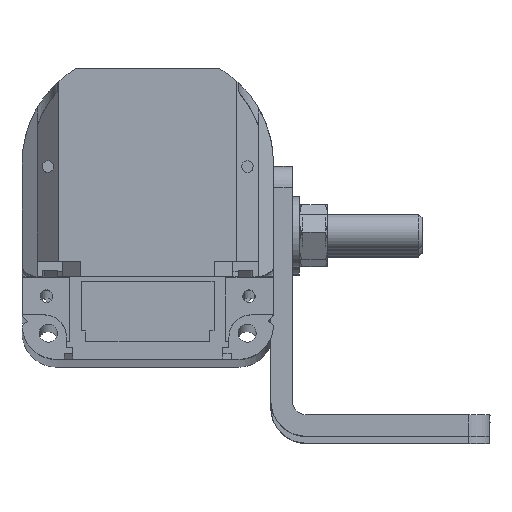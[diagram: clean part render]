
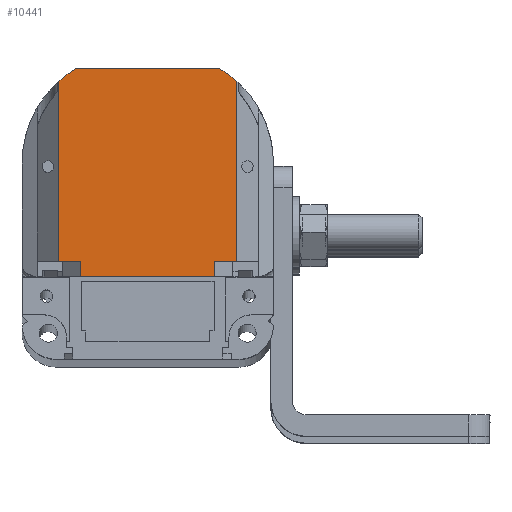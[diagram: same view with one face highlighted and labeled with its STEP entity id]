
A CAD part, top view. The second image highlights one B-rep face of the part: STEP entity #10441.
In plain terms, the highlighted planar face has unit normal (0, 0, 1).
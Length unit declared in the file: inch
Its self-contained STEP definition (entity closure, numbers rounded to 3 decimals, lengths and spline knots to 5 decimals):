
#70 = ORIENTED_EDGE ( 'NONE', *, *, #5858, .F. ) ;
#125 = PLANE ( 'NONE',  #6516 ) ;
#331 = CARTESIAN_POINT ( 'NONE',  ( 2.81465, 3.04597, 10.27352 ) ) ;
#839 = DIRECTION ( 'NONE',  ( 0., 0., -1. ) ) ;
#980 = CARTESIAN_POINT ( 'NONE',  ( 2.83732, 4.10897, 10.27352 ) ) ;
#1218 = VECTOR ( 'NONE', #20263, 39.37008 ) ;
#1260 = VERTEX_POINT ( 'NONE', #980 ) ;
#1617 = EDGE_CURVE ( 'NONE', #5624, #3751, #13173, .T. ) ;
#2356 = EDGE_CURVE ( 'NONE', #3751, #7910, #23244, .T. ) ;
#2423 = EDGE_CURVE ( 'NONE', #1260, #18836, #20054, .T. ) ;
#2580 = DIRECTION ( 'NONE',  ( 0., -1., 0. ) ) ;
#2823 = LINE ( 'NONE', #14000, #21430 ) ;
#2864 = CARTESIAN_POINT ( 'NONE',  ( 2.53798, 3.58897, 10.27352 ) ) ;
#3122 = DIRECTION ( 'NONE',  ( -1., 0., 0. ) ) ;
#3355 = ORIENTED_EDGE ( 'NONE', *, *, #1617, .F. ) ;
#3751 = VERTEX_POINT ( 'NONE', #11903 ) ;
#4059 = CARTESIAN_POINT ( 'NONE',  ( 2.93491, 3.04597, 10.27352 ) ) ;
#4162 = CARTESIAN_POINT ( 'NONE',  ( 2.35232, 3.58897, 10.27352 ) ) ;
#4476 = VECTOR ( 'NONE', #17856, 39.37008 ) ;
#4936 = AXIS2_PLACEMENT_3D ( 'NONE', #4162, #6193, #8131 ) ;
#5038 = VECTOR ( 'NONE', #2580, 39.37008 ) ;
#5624 = VERTEX_POINT ( 'NONE', #7375 ) ;
#5858 = EDGE_CURVE ( 'NONE', #6281, #18836, #18175, .T. ) ;
#6193 = DIRECTION ( 'NONE',  ( 0., 0., -1. ) ) ;
#6281 = VERTEX_POINT ( 'NONE', #23168 ) ;
#6516 = AXIS2_PLACEMENT_3D ( 'NONE', #22346, #24318, #14204 ) ;
#6576 = DIRECTION ( 'NONE',  ( -1., 0., 0. ) ) ;
#7103 = VECTOR ( 'NONE', #9751, 39.37008 ) ;
#7375 = CARTESIAN_POINT ( 'NONE',  ( 2.07565, 2.96197, 10.27352 ) ) ;
#7519 = CARTESIAN_POINT ( 'NONE',  ( 2.93491, 3.58897, 10.27352 ) ) ;
#7910 = VERTEX_POINT ( 'NONE', #19486 ) ;
#8131 = DIRECTION ( 'NONE',  ( -1., 0., 0. ) ) ;
#8177 = ORIENTED_EDGE ( 'NONE', *, *, #11137, .F. ) ;
#8277 = LINE ( 'NONE', #7519, #4476 ) ;
#8544 = CARTESIAN_POINT ( 'NONE',  ( 2.93491, 4.03891, 10.27352 ) ) ;
#9363 = EDGE_CURVE ( 'NONE', #1260, #19913, #13294, .T. ) ;
#9748 = CARTESIAN_POINT ( 'NONE',  ( 1.95539, 3.58897, 10.27352 ) ) ;
#9751 = DIRECTION ( 'NONE',  ( -1., 0., 0. ) ) ;
#10441 = ADVANCED_FACE ( 'NONE', ( #20421 ), #125, .F. ) ;
#10744 = EDGE_LOOP ( 'NONE', ( #3355, #24074, #24789, #20872, #8177, #26068, #24965, #70, #16564, #24066 ) ) ;
#10843 = VERTEX_POINT ( 'NONE', #331 ) ;
#11137 = EDGE_CURVE ( 'NONE', #19913, #12937, #8277, .T. ) ;
#11517 = DIRECTION ( 'NONE',  ( -1., 0., 0. ) ) ;
#11903 = CARTESIAN_POINT ( 'NONE',  ( 2.07565, 3.04597, 10.27352 ) ) ;
#12058 = DIRECTION ( 'NONE',  ( -1., 0., 0. ) ) ;
#12087 = EDGE_CURVE ( 'NONE', #12937, #10843, #2823, .T. ) ;
#12937 = VERTEX_POINT ( 'NONE', #4059 ) ;
#13173 = LINE ( 'NONE', #20345, #1218 ) ;
#13294 = CIRCLE ( 'NONE', #18157, 0.6 ) ;
#14000 = CARTESIAN_POINT ( 'NONE',  ( 2.35232, 3.04597, 10.27352 ) ) ;
#14204 = DIRECTION ( 'NONE',  ( -1., 0., 0. ) ) ;
#14899 = CARTESIAN_POINT ( 'NONE',  ( 2.81465, 3.58897, 10.27352 ) ) ;
#15570 = DIRECTION ( 'NONE',  ( 0., 1., 0. ) ) ;
#16564 = ORIENTED_EDGE ( 'NONE', *, *, #17992, .F. ) ;
#16684 = LINE ( 'NONE', #20538, #18560 ) ;
#17808 = CARTESIAN_POINT ( 'NONE',  ( 2.35232, 3.04597, 10.27352 ) ) ;
#17856 = DIRECTION ( 'NONE',  ( 0., -1., 0. ) ) ;
#17992 = EDGE_CURVE ( 'NONE', #7910, #6281, #25268, .T. ) ;
#18157 = AXIS2_PLACEMENT_3D ( 'NONE', #2864, #839, #3122 ) ;
#18175 = CIRCLE ( 'NONE', #4936, 0.6 ) ;
#18560 = VECTOR ( 'NONE', #6576, 39.37008 ) ;
#18785 = VECTOR ( 'NONE', #11517, 39.37008 ) ;
#18836 = VERTEX_POINT ( 'NONE', #23632 ) ;
#18846 = CARTESIAN_POINT ( 'NONE',  ( 2.81465, 2.96197, 10.27352 ) ) ;
#19486 = CARTESIAN_POINT ( 'NONE',  ( 1.95539, 3.04597, 10.27352 ) ) ;
#19913 = VERTEX_POINT ( 'NONE', #8544 ) ;
#20054 = LINE ( 'NONE', #21770, #18785 ) ;
#20263 = DIRECTION ( 'NONE',  ( 0., 1., 0. ) ) ;
#20345 = CARTESIAN_POINT ( 'NONE',  ( 2.07565, 3.58897, 10.27352 ) ) ;
#20421 = FACE_OUTER_BOUND ( 'NONE', #10744, .T. ) ;
#20538 = CARTESIAN_POINT ( 'NONE',  ( 2.35232, 2.96197, 10.27352 ) ) ;
#20872 = ORIENTED_EDGE ( 'NONE', *, *, #12087, .F. ) ;
#21430 = VECTOR ( 'NONE', #12058, 39.37008 ) ;
#21738 = EDGE_CURVE ( 'NONE', #10843, #25585, #21808, .T. ) ;
#21770 = CARTESIAN_POINT ( 'NONE',  ( 2.05299, 4.10897, 10.27352 ) ) ;
#21808 = LINE ( 'NONE', #14899, #5038 ) ;
#22283 = EDGE_CURVE ( 'NONE', #25585, #5624, #16684, .T. ) ;
#22346 = CARTESIAN_POINT ( 'NONE',  ( 2.35232, 3.58897, 10.27352 ) ) ;
#23168 = CARTESIAN_POINT ( 'NONE',  ( 1.95539, 4.03891, 10.27352 ) ) ;
#23244 = LINE ( 'NONE', #17808, #7103 ) ;
#23632 = CARTESIAN_POINT ( 'NONE',  ( 2.05299, 4.10897, 10.27352 ) ) ;
#24066 = ORIENTED_EDGE ( 'NONE', *, *, #2356, .F. ) ;
#24074 = ORIENTED_EDGE ( 'NONE', *, *, #22283, .F. ) ;
#24318 = DIRECTION ( 'NONE',  ( 0., 0., -1. ) ) ;
#24342 = VECTOR ( 'NONE', #15570, 39.37008 ) ;
#24789 = ORIENTED_EDGE ( 'NONE', *, *, #21738, .F. ) ;
#24965 = ORIENTED_EDGE ( 'NONE', *, *, #2423, .T. ) ;
#25268 = LINE ( 'NONE', #9748, #24342 ) ;
#25585 = VERTEX_POINT ( 'NONE', #18846 ) ;
#26068 = ORIENTED_EDGE ( 'NONE', *, *, #9363, .F. ) ;
